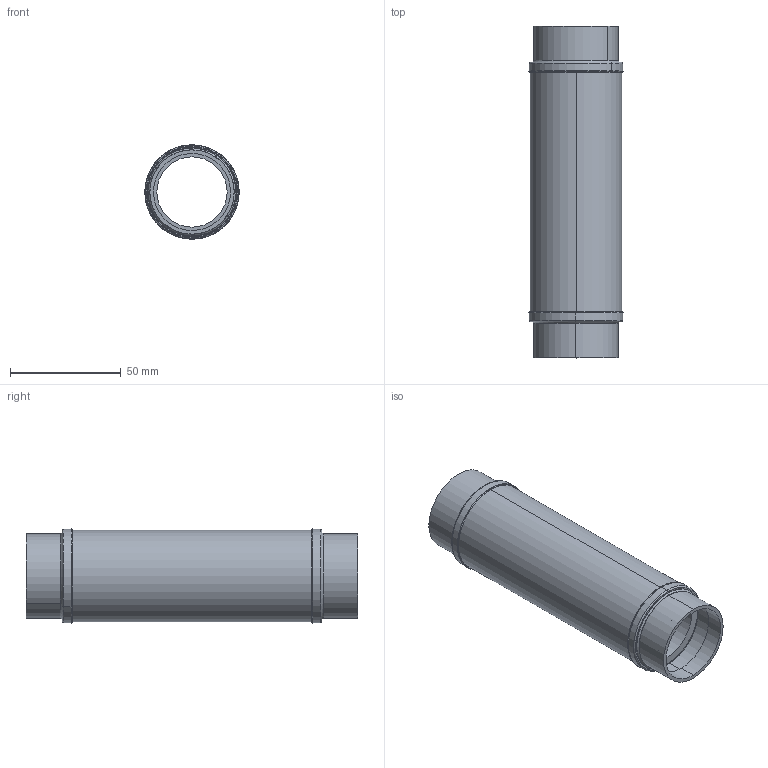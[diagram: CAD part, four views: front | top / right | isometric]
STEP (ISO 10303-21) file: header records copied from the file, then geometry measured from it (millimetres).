
FILE_DESCRIPTION (( 'STEP AP203' ), '1' );
FILE_NAME ('A0594-3-W.STEP', '2011-10-05T15:37:27', ( '' ), ( '' ), 'SwSTEP 2.0', 'SolidWorks 2011', '' );
FILE_SCHEMA (( 'CONFIG_CONTROL_DESIGN' ));
Length unit declared in the file: inch
Products named in the file (1): A0594-3-W
Bounding box: 42.68 x 149.94 x 42.68 mm (x, y, z)
Volume: 67933.8 mm3; surface area: 40583 mm2
Topology: 1 solids, 1 shells, 98 faces, 196 edges, 108 vertices
Faces by surface type: torus 32, cylinder 28, cone 28, plane 10
Entity records: 2619 total; most frequent: DIRECTION 534, CARTESIAN_POINT 403, ORIENTED_EDGE 392, AXIS2_PLACEMENT_3D 239, EDGE_CURVE 196, CIRCLE 140, VERTEX_POINT 108, EDGE_LOOP 108
